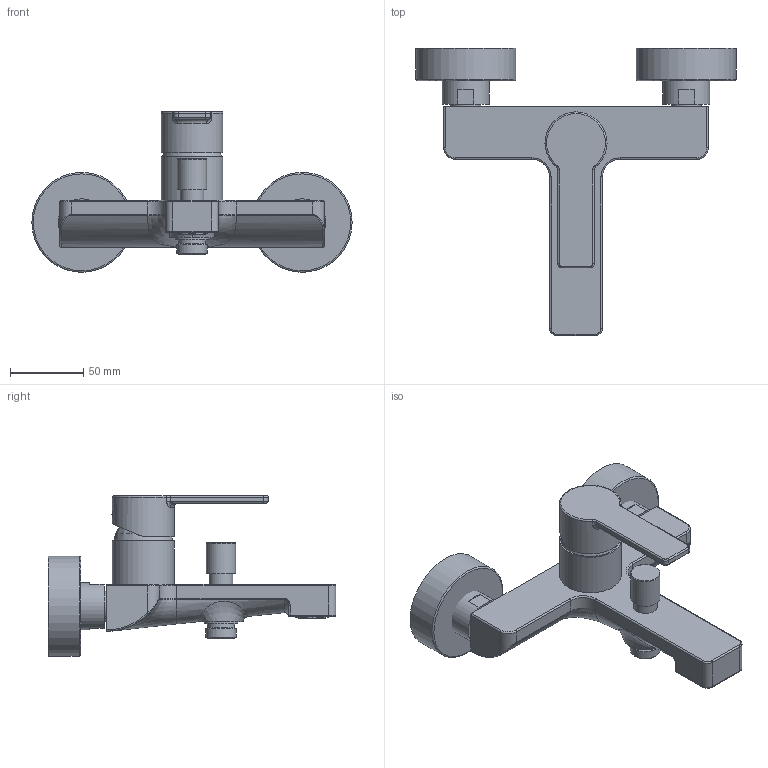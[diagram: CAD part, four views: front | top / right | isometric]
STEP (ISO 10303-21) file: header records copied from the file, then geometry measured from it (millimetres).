
FILE_DESCRIPTION(/* description */ (''),/* implementation_level */ '2;1');
FILE_NAME(/* name */ '3D_TVT103002000_Architectura_2.step',/* time_stamp */ '2023-01-11T11:33:45+01:00',/* author */ (''),/* organization */ (''),/* preprocessor_version */ 'ST-DEVELOPER v19.2',/* originating_system */ 'Autodesk Translation Framework v11.17.0.187',/* authorisation */ '');
FILE_SCHEMA (('AUTOMOTIVE_DESIGN { 1 0 10303 214 3 1 1 }'));
Length unit declared in the file: millimetre
Products named in the file (15): (Nicht gespeichert); 80T23496; 81T23343; 9ZG168060; 80M24123VNP0_ASM; WANGZUI-R01; WANGZUI-R02; 80P35WAX2; 80N16494; 83J23424G; 81J23424; 80D23182; 8JTSWQ79; 8NMSWQ79; 80Q79000
Assembly tree (17 placements, depth 3):
  (Nicht gespeichert)
    80T23496
    81T23343
    8JTSWQ79  x2
    8NMSWQ79  x2
    80Q79000  x2
    9ZG168060
    80M24123VNP0_ASM
      WANGZUI-R01
      WANGZUI-R02
    80P35WAX2
    80N16494
    83J23424G
    81J23424
    80D23182
Bounding box: 218 x 195.5 x 109.3 mm (x, y, z)
Volume: 538196.1 mm3; surface area: 107166.5 mm2
Topology: 15 solids, 16 shells, 337 faces, 758 edges, 475 vertices
Faces by surface type: plane 155, cylinder 81, torus 36, bspline 33, cone 29, sphere 3
Full cylindrical faces by diameter (mm): 5.1 x1, 5.2 x1, 9.5 x1, 12 x1, 12.5 x1, 14 x1, 14.5 x1, 15.5 x1, 16 x1, 16.2 x1, 17 x1, 18.5 x2, 20 x2, 20.5 x3, 20.9 x1, 21.5 x2, 22.5 x1, 23 x2, 24 x2, 25 x1, 30 x1, 32 x2, 35.8 x1, 38 x1, 39.6 x1, 40 x1, 41 x1, 42 x2, 42.2 x1, 68 x2
Entity records: 14862 total; most frequent: CARTESIAN_POINT 7133, DIRECTION 1644, ORIENTED_EDGE 1459, EDGE_CURVE 730, AXIS2_PLACEMENT_3D 663, VERTEX_POINT 458, EDGE_LOOP 353, CIRCLE 337
